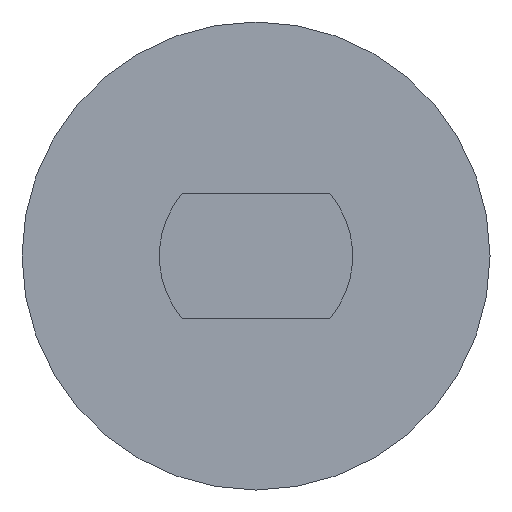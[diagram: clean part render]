
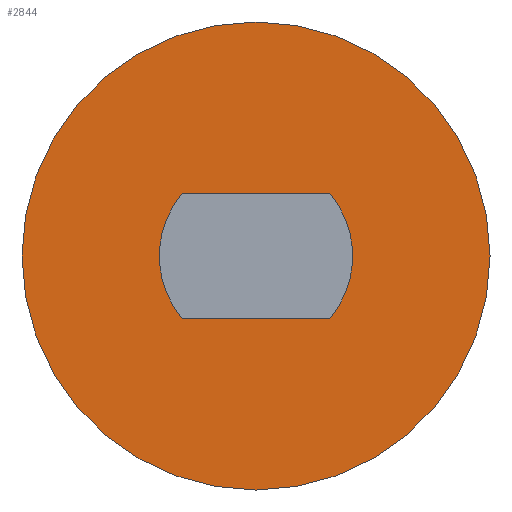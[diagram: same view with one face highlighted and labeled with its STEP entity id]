
A CAD part, front view. The second image highlights one B-rep face of the part: STEP entity #2844.
In plain terms, the highlighted planar face has unit normal (0, -1, 0).
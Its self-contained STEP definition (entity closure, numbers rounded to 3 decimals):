
#26=FACE_BOUND('',#728,.T.);
#27=CIRCLE('',#2867,3.1);
#29=CIRCLE('',#2871,3.1);
#284=CIRCLE('',#3139,7.5);
#570=FACE_OUTER_BOUND('',#727,.T.);
#727=EDGE_LOOP('',(#2650));
#728=EDGE_LOOP('',(#2651,#2652,#2653,#2654));
#735=LINE('',#4295,#905);
#740=LINE('',#4309,#910);
#905=VECTOR('',#3287,10.);
#910=VECTOR('',#3300,10.);
#1075=VERTEX_POINT('',#4293);
#1076=VERTEX_POINT('',#4294);
#1079=VERTEX_POINT('',#4302);
#1081=VERTEX_POINT('',#4308);
#1352=VERTEX_POINT('',#4882);
#1365=EDGE_CURVE('',#1075,#1076,#735,.T.);
#1369=EDGE_CURVE('',#1079,#1075,#27,.T.);
#1372=EDGE_CURVE('',#1081,#1079,#740,.T.);
#1375=EDGE_CURVE('',#1076,#1081,#29,.T.);
#1662=EDGE_CURVE('',#1352,#1352,#284,.T.);
#2650=ORIENTED_EDGE('',*,*,#1662,.T.);
#2651=ORIENTED_EDGE('',*,*,#1365,.T.);
#2652=ORIENTED_EDGE('',*,*,#1375,.T.);
#2653=ORIENTED_EDGE('',*,*,#1372,.T.);
#2654=ORIENTED_EDGE('',*,*,#1369,.T.);
#2691=PLANE('',#3275);
#2844=ADVANCED_FACE('',(#570,#26),#2691,.F.);
#2867=AXIS2_PLACEMENT_3D('',#4303,#3293,#3294);
#2871=AXIS2_PLACEMENT_3D('',#4314,#3305,#3306);
#3139=AXIS2_PLACEMENT_3D('',#4884,#3873,#3874);
#3275=AXIS2_PLACEMENT_3D('',#5215,#4273,#4274);
#3287=DIRECTION('',(-1.,0.,0.));
#3293=DIRECTION('center_axis',(0.,1.,0.));
#3294=DIRECTION('ref_axis',(1.,0.,0.));
#3300=DIRECTION('',(1.,0.,0.));
#3305=DIRECTION('center_axis',(0.,1.,0.));
#3306=DIRECTION('ref_axis',(1.,0.,0.));
#3873=DIRECTION('center_axis',(0.,-1.,0.));
#3874=DIRECTION('ref_axis',(1.,0.,0.));
#4273=DIRECTION('center_axis',(0.,1.,0.));
#4274=DIRECTION('ref_axis',(0.,0.,1.));
#4293=CARTESIAN_POINT('',(12.369,3.,-2.));
#4294=CARTESIAN_POINT('',(7.631,3.,-2.));
#4295=CARTESIAN_POINT('',(11.184,3.,-2.));
#4302=CARTESIAN_POINT('',(12.369,3.,2.));
#4303=CARTESIAN_POINT('Origin',(10.,3.,0.));
#4308=CARTESIAN_POINT('',(7.631,3.,2.));
#4309=CARTESIAN_POINT('',(8.816,3.,2.));
#4314=CARTESIAN_POINT('Origin',(10.,3.,0.));
#4882=CARTESIAN_POINT('',(2.5,3.,0.));
#4884=CARTESIAN_POINT('Origin',(10.,3.,0.));
#5215=CARTESIAN_POINT('Origin',(10.,3.,0.));
